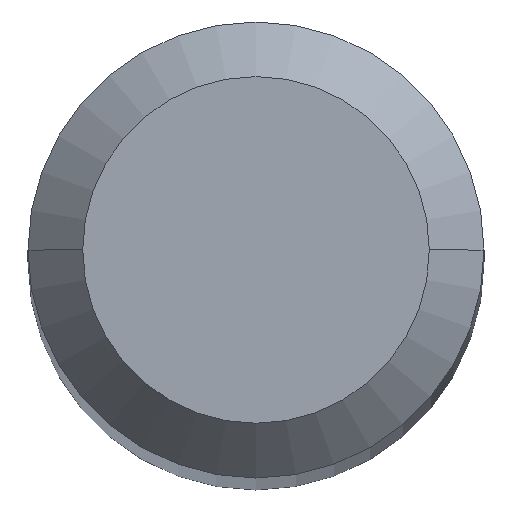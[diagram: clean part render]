
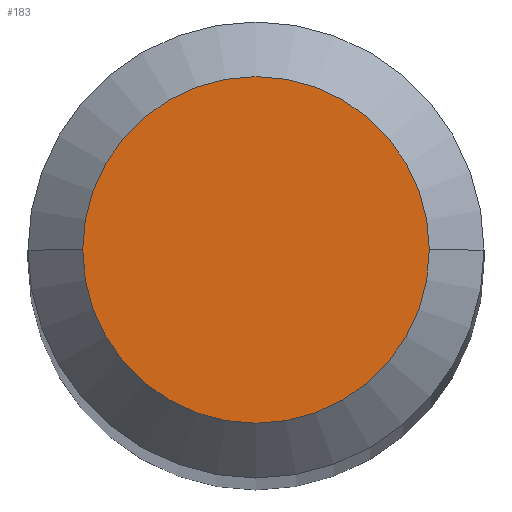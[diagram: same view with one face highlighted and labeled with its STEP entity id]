
A CAD part, top view. The second image highlights one B-rep face of the part: STEP entity #183.
In plain terms, the highlighted planar face has unit normal (0, 0, 1).
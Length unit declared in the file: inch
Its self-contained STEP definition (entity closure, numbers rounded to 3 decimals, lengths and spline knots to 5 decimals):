
#14 = CARTESIAN_POINT ( 'NONE',  ( 0., 0.0475, 0. ) ) ;
#47 = AXIS2_PLACEMENT_3D ( 'NONE', #226, #115, #419 ) ;
#50 = PLANE ( 'NONE',  #457 ) ;
#55 = DIRECTION ( 'NONE',  ( 0., 0., 1. ) ) ;
#115 = DIRECTION ( 'NONE',  ( 0., 0., 1. ) ) ;
#122 = CIRCLE ( 'NONE', #340, 0.0475 ) ;
#124 = DIRECTION ( 'NONE',  ( 0., 0., -1. ) ) ;
#137 = EDGE_LOOP ( 'NONE', ( #281, #345 ) ) ;
#150 = EDGE_CURVE ( 'NONE', #248, #439, #122, .T. ) ;
#151 = FACE_OUTER_BOUND ( 'NONE', #137, .T. ) ;
#183 = ADVANCED_FACE ( 'NONE', ( #151 ), #50, .F. ) ;
#185 = EDGE_CURVE ( 'NONE', #439, #248, #247, .T. ) ;
#186 = CARTESIAN_POINT ( 'NONE',  ( -0.0475, 0., 0. ) ) ;
#226 = CARTESIAN_POINT ( 'NONE',  ( 0., 0., 0. ) ) ;
#247 = CIRCLE ( 'NONE', #47, 0.0475 ) ;
#248 = VERTEX_POINT ( 'NONE', #186 ) ;
#281 = ORIENTED_EDGE ( 'NONE', *, *, #150, .T. ) ;
#302 = CARTESIAN_POINT ( 'NONE',  ( 0.0475, 0., 0. ) ) ;
#340 = AXIS2_PLACEMENT_3D ( 'NONE', #376, #55, #375 ) ;
#345 = ORIENTED_EDGE ( 'NONE', *, *, #185, .T. ) ;
#375 = DIRECTION ( 'NONE',  ( 1., 0., 0. ) ) ;
#376 = CARTESIAN_POINT ( 'NONE',  ( 0., 0., 0. ) ) ;
#406 = DIRECTION ( 'NONE',  ( -1., 0., 0. ) ) ;
#419 = DIRECTION ( 'NONE',  ( 1., 0., 0. ) ) ;
#439 = VERTEX_POINT ( 'NONE', #302 ) ;
#457 = AXIS2_PLACEMENT_3D ( 'NONE', #14, #124, #406 ) ;
